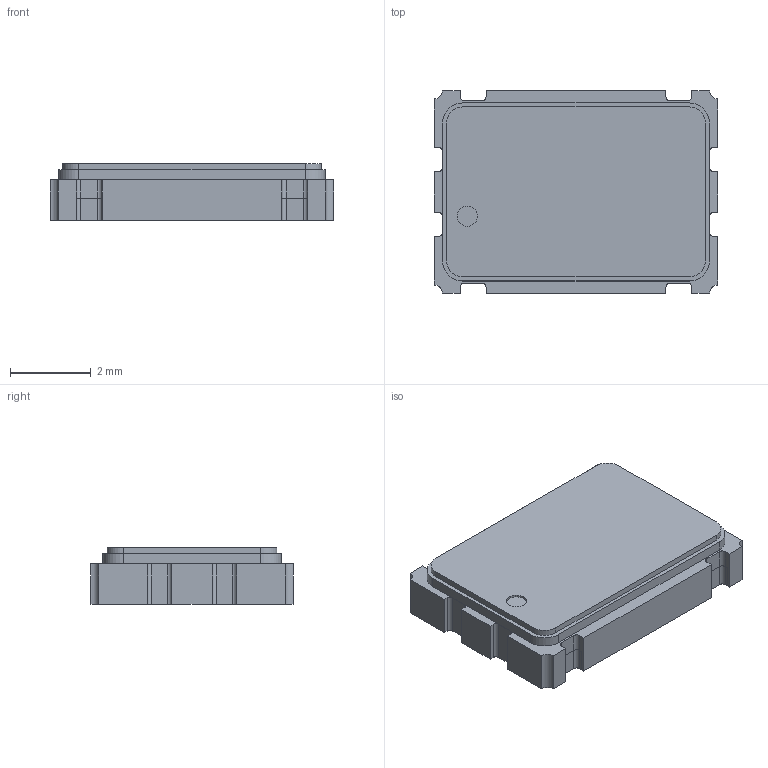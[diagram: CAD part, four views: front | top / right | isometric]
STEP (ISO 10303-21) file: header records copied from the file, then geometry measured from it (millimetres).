
FILE_DESCRIPTION(('STEP AP214'),'1');
FILE_NAME('HSO751S.stp','2023-04-16T21:37:34',(' '),(' '),'Spatial InterOp 3D',' ',' ');
FILE_SCHEMA(('AUTOMOTIVE_DESIGN { 1 0 10303 214 1 1 1 1 }'));
Length unit declared in the file: millimetre
Products named in the file (5): HSO751S; Body; Pins; Top; Lid
Assembly tree (4 placements, depth 2):
  HSO751S
    Body
    Pins
    Top
    Lid
Bounding box: 7 x 5 x 1.4 mm (x, y, z)
Volume: 45 mm3; surface area: 244 mm2
Topology: 7 solids, 7 shells, 162 faces, 441 edges, 294 vertices
Faces by surface type: plane 117, cylinder 45
Full cylindrical faces by diameter (mm): 0.5 x1
Entity records: 6486 total; most frequent: CARTESIAN_POINT 901, ORIENTED_EDGE 880, DIRECTION 864, EDGE_CURVE 440, LINE 350, VECTOR 350, VERTEX_POINT 294, AXIS2_PLACEMENT_3D 257
